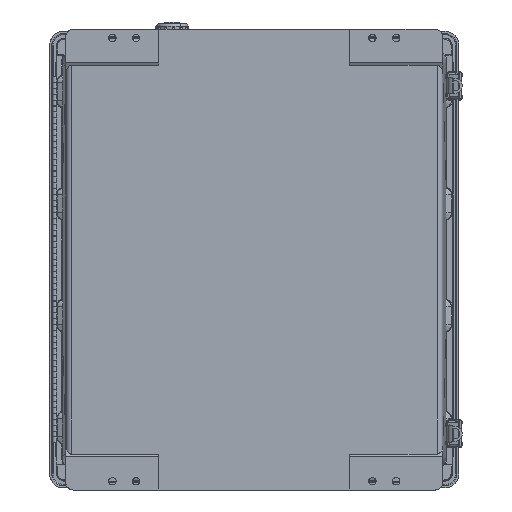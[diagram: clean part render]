
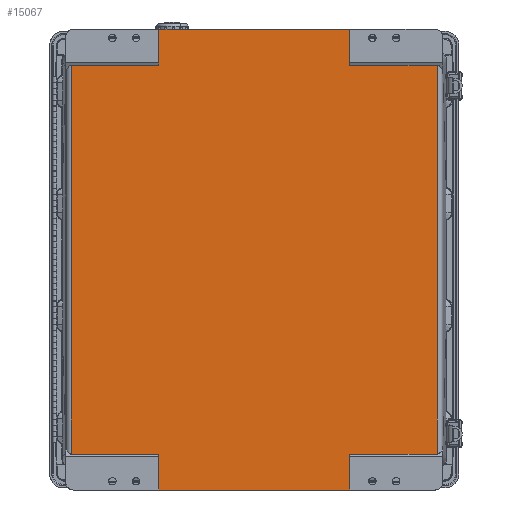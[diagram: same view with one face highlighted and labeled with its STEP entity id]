
A CAD part, front view. The second image highlights one B-rep face of the part: STEP entity #15067.
In plain terms, the highlighted planar face has unit normal (0, -1, 0).
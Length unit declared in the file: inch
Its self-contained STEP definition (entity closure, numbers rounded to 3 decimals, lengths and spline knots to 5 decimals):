
#2928 = VERTEX_POINT ( 'NONE', #13293 ) ;
#3605 = ORIENTED_EDGE ( 'NONE', *, *, #8615, .F. ) ;
#4309 = DIRECTION ( 'NONE',  ( 0., 0., 1. ) ) ;
#4713 = CARTESIAN_POINT ( 'NONE',  ( 8.11811, 0.05906, -1.51961 ) ) ;
#5242 = DIRECTION ( 'NONE',  ( -1., 0., 0. ) ) ;
#5845 = EDGE_CURVE ( 'NONE', #41693, #20673, #13609, .T. ) ;
#6037 = LINE ( 'NONE', #52403, #46376 ) ;
#7550 = FACE_OUTER_BOUND ( 'NONE', #27108, .T. ) ;
#7817 = DIRECTION ( 'NONE',  ( 0., 0., 1. ) ) ;
#8615 = EDGE_CURVE ( 'NONE', #68830, #77024, #74510, .T. ) ;
#9045 = DIRECTION ( 'NONE',  ( 0., 0., -1. ) ) ;
#10088 = VERTEX_POINT ( 'NONE', #50603 ) ;
#10415 = CARTESIAN_POINT ( 'NONE',  ( -4.03163, 0.05906, 0. ) ) ;
#10921 = ORIENTED_EDGE ( 'NONE', *, *, #18552, .F. ) ;
#11521 = VECTOR ( 'NONE', #58449, 39.37008 ) ;
#11536 = ORIENTED_EDGE ( 'NONE', *, *, #80400, .T. ) ;
#12248 = CARTESIAN_POINT ( 'NONE',  ( -7.73754, 0.05906, -1.51961 ) ) ;
#12721 = DIRECTION ( 'NONE',  ( 1., 0., 0. ) ) ;
#12988 = DIRECTION ( 'NONE',  ( 0., 0., 1. ) ) ;
#13293 = CARTESIAN_POINT ( 'NONE',  ( 4.03163, 0.05906, -19.48819 ) ) ;
#13609 = LINE ( 'NONE', #22026, #74077 ) ;
#14881 = CARTESIAN_POINT ( 'NONE',  ( 4.03163, 0.05906, 0. ) ) ;
#15067 = ADVANCED_FACE ( 'NONE', ( #7550 ), #55578, .F. ) ;
#16081 = LINE ( 'NONE', #66993, #41524 ) ;
#16895 = LINE ( 'NONE', #86640, #69947 ) ;
#17134 = CARTESIAN_POINT ( 'NONE',  ( -4.03163, 0.05906, -20.34606 ) ) ;
#17182 = EDGE_CURVE ( 'NONE', #41693, #32937, #6037, .T. ) ;
#18552 = EDGE_CURVE ( 'NONE', #10088, #82835, #30306, .T. ) ;
#20399 = VERTEX_POINT ( 'NONE', #14881 ) ;
#20467 = VECTOR ( 'NONE', #76132, 39.37008 ) ;
#20673 = VERTEX_POINT ( 'NONE', #26290 ) ;
#21020 = LINE ( 'NONE', #4713, #11521 ) ;
#21357 = EDGE_CURVE ( 'NONE', #20673, #2928, #80758, .T. ) ;
#22026 = CARTESIAN_POINT ( 'NONE',  ( 8.11811, 0.05906, -17.96858 ) ) ;
#22310 = EDGE_CURVE ( 'NONE', #20399, #82835, #16895, .T. ) ;
#23440 = CARTESIAN_POINT ( 'NONE',  ( 7.73754, 0.05906, -17.96858 ) ) ;
#23749 = EDGE_CURVE ( 'NONE', #32937, #63968, #21020, .T. ) ;
#25616 = EDGE_CURVE ( 'NONE', #30167, #41248, #57825, .T. ) ;
#26290 = CARTESIAN_POINT ( 'NONE',  ( 4.03163, 0.05906, -17.96858 ) ) ;
#27108 = EDGE_LOOP ( 'NONE', ( #3605, #72270, #64803, #79674, #74955, #42057, #82964, #80533, #11536, #85761, #10921, #57412 ) ) ;
#27177 = LINE ( 'NONE', #44730, #36730 ) ;
#29988 = LINE ( 'NONE', #35209, #20467 ) ;
#30167 = VERTEX_POINT ( 'NONE', #55595 ) ;
#30306 = LINE ( 'NONE', #58020, #62151 ) ;
#32937 = VERTEX_POINT ( 'NONE', #77288 ) ;
#33772 = CARTESIAN_POINT ( 'NONE',  ( -7.73754, 0.05906, -17.96858 ) ) ;
#34767 = DIRECTION ( 'NONE',  ( 0., 1., 0. ) ) ;
#35209 = CARTESIAN_POINT ( 'NONE',  ( -8.11811, 0.05906, -17.96858 ) ) ;
#36730 = VECTOR ( 'NONE', #5242, 39.37008 ) ;
#37777 = CARTESIAN_POINT ( 'NONE',  ( -4.03163, 0.05906, -19.48819 ) ) ;
#37901 = EDGE_CURVE ( 'NONE', #77024, #10088, #16081, .T. ) ;
#38134 = CARTESIAN_POINT ( 'NONE',  ( -7.73754, 0.05906, -1.51961 ) ) ;
#41248 = VERTEX_POINT ( 'NONE', #37777 ) ;
#41524 = VECTOR ( 'NONE', #12721, 39.37008 ) ;
#41693 = VERTEX_POINT ( 'NONE', #23440 ) ;
#42057 = ORIENTED_EDGE ( 'NONE', *, *, #5845, .F. ) ;
#43688 = DIRECTION ( 'NONE',  ( -1., 0., 0. ) ) ;
#43735 = VECTOR ( 'NONE', #80091, 39.37008 ) ;
#44730 = CARTESIAN_POINT ( 'NONE',  ( 8.11811, 0.05906, -19.48819 ) ) ;
#46376 = VECTOR ( 'NONE', #12988, 39.37008 ) ;
#48192 = CARTESIAN_POINT ( 'NONE',  ( 8.11811, 0.05906, -1.51961 ) ) ;
#49681 = CARTESIAN_POINT ( 'NONE',  ( 4.03163, 0.05906, -20.34606 ) ) ;
#50603 = CARTESIAN_POINT ( 'NONE',  ( -4.03163, 0.05906, -1.51961 ) ) ;
#52403 = CARTESIAN_POINT ( 'NONE',  ( 7.73754, 0.05906, -1.51961 ) ) ;
#55578 = PLANE ( 'NONE',  #79628 ) ;
#55595 = CARTESIAN_POINT ( 'NONE',  ( -4.03163, 0.05906, -17.96858 ) ) ;
#57412 = ORIENTED_EDGE ( 'NONE', *, *, #37901, .F. ) ;
#57825 = LINE ( 'NONE', #17134, #80083 ) ;
#58020 = CARTESIAN_POINT ( 'NONE',  ( -4.03163, 0.05906, 0.85787 ) ) ;
#58449 = DIRECTION ( 'NONE',  ( -1., 0., 0. ) ) ;
#58948 = DIRECTION ( 'NONE',  ( 0., 0., -1. ) ) ;
#62151 = VECTOR ( 'NONE', #4309, 39.37008 ) ;
#63968 = VERTEX_POINT ( 'NONE', #87207 ) ;
#64803 = ORIENTED_EDGE ( 'NONE', *, *, #25616, .T. ) ;
#66268 = DIRECTION ( 'NONE',  ( 0., 0., 1. ) ) ;
#66553 = VECTOR ( 'NONE', #66268, 39.37008 ) ;
#66993 = CARTESIAN_POINT ( 'NONE',  ( -8.11811, 0.05906, -1.51961 ) ) ;
#67374 = EDGE_CURVE ( 'NONE', #2928, #41248, #27177, .T. ) ;
#68696 = LINE ( 'NONE', #86067, #66553 ) ;
#68830 = VERTEX_POINT ( 'NONE', #33772 ) ;
#69947 = VECTOR ( 'NONE', #87241, 39.37008 ) ;
#72270 = ORIENTED_EDGE ( 'NONE', *, *, #87729, .T. ) ;
#74077 = VECTOR ( 'NONE', #43688, 39.37008 ) ;
#74510 = LINE ( 'NONE', #12248, #43735 ) ;
#74955 = ORIENTED_EDGE ( 'NONE', *, *, #21357, .F. ) ;
#76132 = DIRECTION ( 'NONE',  ( 1., 0., 0. ) ) ;
#77024 = VERTEX_POINT ( 'NONE', #38134 ) ;
#77288 = CARTESIAN_POINT ( 'NONE',  ( 7.73754, 0.05906, -1.51961 ) ) ;
#79628 = AXIS2_PLACEMENT_3D ( 'NONE', #48192, #34767, #7817 ) ;
#79674 = ORIENTED_EDGE ( 'NONE', *, *, #67374, .F. ) ;
#80083 = VECTOR ( 'NONE', #58948, 39.37008 ) ;
#80091 = DIRECTION ( 'NONE',  ( 0., 0., 1. ) ) ;
#80400 = EDGE_CURVE ( 'NONE', #63968, #20399, #68696, .T. ) ;
#80533 = ORIENTED_EDGE ( 'NONE', *, *, #23749, .T. ) ;
#80758 = LINE ( 'NONE', #49681, #82882 ) ;
#82835 = VERTEX_POINT ( 'NONE', #10415 ) ;
#82882 = VECTOR ( 'NONE', #9045, 39.37008 ) ;
#82964 = ORIENTED_EDGE ( 'NONE', *, *, #17182, .T. ) ;
#85761 = ORIENTED_EDGE ( 'NONE', *, *, #22310, .T. ) ;
#86067 = CARTESIAN_POINT ( 'NONE',  ( 4.03163, 0.05906, 0.85787 ) ) ;
#86640 = CARTESIAN_POINT ( 'NONE',  ( 8.11811, 0.05906, 0. ) ) ;
#87207 = CARTESIAN_POINT ( 'NONE',  ( 4.03163, 0.05906, -1.51961 ) ) ;
#87241 = DIRECTION ( 'NONE',  ( -1., 0., 0. ) ) ;
#87729 = EDGE_CURVE ( 'NONE', #68830, #30167, #29988, .T. ) ;
